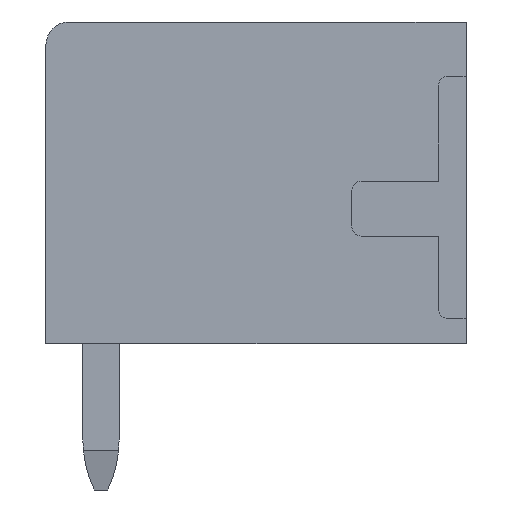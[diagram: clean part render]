
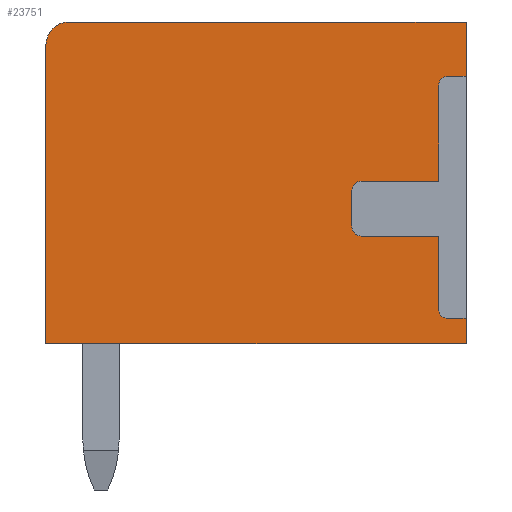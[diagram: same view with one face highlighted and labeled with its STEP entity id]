
A CAD part, left-side view. The second image highlights one B-rep face of the part: STEP entity #23751.
In plain terms, the highlighted planar face has unit normal (-1, 0, 0).
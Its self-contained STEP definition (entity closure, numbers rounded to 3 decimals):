
#22566=AXIS2_PLACEMENT_3D('Circle Axis2P3D',#22564,#22565,$) ;
#22748=AXIS2_PLACEMENT_3D('Circle Axis2P3D',#22746,#22747,$) ;
#22796=AXIS2_PLACEMENT_3D('Circle Axis2P3D',#22794,#22795,$) ;
#22863=AXIS2_PLACEMENT_3D('Circle Axis2P3D',#22861,#22862,$) ;
#23725=AXIS2_PLACEMENT_3D('Plane Axis2P3D',#23722,#23723,#23724) ;
#23729=AXIS2_PLACEMENT_3D('Circle Axis2P3D',#23727,#23728,$) ;
#388=CARTESIAN_POINT('Vertex',(0.3,0.,3.2)) ;
#391=CARTESIAN_POINT('Line Origine',(0.3,4.6,3.2)) ;
#395=CARTESIAN_POINT('Vertex',(0.3,9.2,3.2)) ;
#7121=CARTESIAN_POINT('Line Origine',(0.3,9.2,6.475)) ;
#7125=CARTESIAN_POINT('Vertex',(0.3,9.2,9.75)) ;
#8630=CARTESIAN_POINT('Vertex',(0.3,0.,3.76)) ;
#8635=CARTESIAN_POINT('Line Origine',(0.3,0.,3.48)) ;
#8679=CARTESIAN_POINT('Vertex',(0.3,0.,10.25)) ;
#8682=CARTESIAN_POINT('Line Origine',(0.3,0.,9.655)) ;
#8686=CARTESIAN_POINT('Vertex',(0.3,0.,9.06)) ;
#22559=CARTESIAN_POINT('Vertex',(0.3,0.4,9.06)) ;
#22564=CARTESIAN_POINT('Axis2P3D Location',(0.3,0.4,8.86)) ;
#22568=CARTESIAN_POINT('Vertex',(0.3,0.6,8.86)) ;
#22595=CARTESIAN_POINT('Line Origine',(0.3,0.2,9.06)) ;
#22617=CARTESIAN_POINT('Line Origine',(0.3,0.6,7.81)) ;
#22621=CARTESIAN_POINT('Vertex',(0.3,0.6,6.76)) ;
#22722=CARTESIAN_POINT('Line Origine',(0.3,1.45,6.76)) ;
#22726=CARTESIAN_POINT('Vertex',(0.3,2.3,6.76)) ;
#22746=CARTESIAN_POINT('Axis2P3D Location',(0.3,2.3,6.56)) ;
#22750=CARTESIAN_POINT('Vertex',(0.3,2.5,6.56)) ;
#22770=CARTESIAN_POINT('Line Origine',(0.3,2.5,6.16)) ;
#22774=CARTESIAN_POINT('Vertex',(0.3,2.5,5.76)) ;
#22794=CARTESIAN_POINT('Axis2P3D Location',(0.3,2.3,5.76)) ;
#22798=CARTESIAN_POINT('Vertex',(0.3,2.3,5.56)) ;
#22818=CARTESIAN_POINT('Line Origine',(0.3,1.45,5.56)) ;
#22822=CARTESIAN_POINT('Vertex',(0.3,0.6,5.56)) ;
#22837=CARTESIAN_POINT('Line Origine',(0.3,0.6,4.76)) ;
#22841=CARTESIAN_POINT('Vertex',(0.3,0.6,3.96)) ;
#22861=CARTESIAN_POINT('Axis2P3D Location',(0.3,0.4,3.96)) ;
#22865=CARTESIAN_POINT('Vertex',(0.3,0.4,3.76)) ;
#22885=CARTESIAN_POINT('Line Origine',(0.3,0.2,3.76)) ;
#23707=CARTESIAN_POINT('Vertex',(0.3,8.7,10.25)) ;
#23710=CARTESIAN_POINT('Line Origine',(0.3,4.35,10.25)) ;
#23722=CARTESIAN_POINT('Axis2P3D Location',(0.3,0.,0.)) ;
#23727=CARTESIAN_POINT('Axis2P3D Location',(0.3,8.7,9.75)) ;
#392=DIRECTION('Vector Direction',(0.,1.,0.)) ;
#7122=DIRECTION('Vector Direction',(0.,0.,1.)) ;
#8636=DIRECTION('Vector Direction',(0.,0.,-1.)) ;
#8683=DIRECTION('Vector Direction',(0.,0.,-1.)) ;
#22565=DIRECTION('Axis2P3D Direction',(-1.,0.,0.)) ;
#22596=DIRECTION('Vector Direction',(0.,-1.,0.)) ;
#22618=DIRECTION('Vector Direction',(0.,0.,1.)) ;
#22723=DIRECTION('Vector Direction',(0.,-1.,0.)) ;
#22747=DIRECTION('Axis2P3D Direction',(-1.,0.,0.)) ;
#22771=DIRECTION('Vector Direction',(0.,0.,1.)) ;
#22795=DIRECTION('Axis2P3D Direction',(-1.,0.,0.)) ;
#22819=DIRECTION('Vector Direction',(0.,1.,0.)) ;
#22838=DIRECTION('Vector Direction',(0.,0.,1.)) ;
#22862=DIRECTION('Axis2P3D Direction',(-1.,0.,0.)) ;
#22886=DIRECTION('Vector Direction',(0.,1.,0.)) ;
#23711=DIRECTION('Vector Direction',(0.,-1.,0.)) ;
#23723=DIRECTION('Axis2P3D Direction',(-1.,0.,0.)) ;
#23724=DIRECTION('Axis2P3D XDirection',(0.,-1.,0.)) ;
#23728=DIRECTION('Axis2P3D Direction',(-1.,0.,0.)) ;
#393=VECTOR('Line Direction',#392,1.) ;
#7123=VECTOR('Line Direction',#7122,1.) ;
#8637=VECTOR('Line Direction',#8636,1.) ;
#8684=VECTOR('Line Direction',#8683,1.) ;
#22597=VECTOR('Line Direction',#22596,1.) ;
#22619=VECTOR('Line Direction',#22618,1.) ;
#22724=VECTOR('Line Direction',#22723,1.) ;
#22772=VECTOR('Line Direction',#22771,1.) ;
#22820=VECTOR('Line Direction',#22819,1.) ;
#22839=VECTOR('Line Direction',#22838,1.) ;
#22887=VECTOR('Line Direction',#22886,1.) ;
#23712=VECTOR('Line Direction',#23711,1.) ;
#23733=ORIENTED_EDGE('',*,*,#8688,.T.) ;
#23734=ORIENTED_EDGE('',*,*,#23714,.T.) ;
#23735=ORIENTED_EDGE('',*,*,#23731,.T.) ;
#23736=ORIENTED_EDGE('',*,*,#7127,.T.) ;
#23737=ORIENTED_EDGE('',*,*,#397,.T.) ;
#23738=ORIENTED_EDGE('',*,*,#8639,.T.) ;
#23739=ORIENTED_EDGE('',*,*,#22889,.F.) ;
#23740=ORIENTED_EDGE('',*,*,#22867,.F.) ;
#23741=ORIENTED_EDGE('',*,*,#22843,.F.) ;
#23742=ORIENTED_EDGE('',*,*,#22824,.F.) ;
#23743=ORIENTED_EDGE('',*,*,#22800,.F.) ;
#23744=ORIENTED_EDGE('',*,*,#22776,.F.) ;
#23745=ORIENTED_EDGE('',*,*,#22752,.F.) ;
#23746=ORIENTED_EDGE('',*,*,#22728,.F.) ;
#23747=ORIENTED_EDGE('',*,*,#22623,.F.) ;
#23748=ORIENTED_EDGE('',*,*,#22570,.F.) ;
#23749=ORIENTED_EDGE('',*,*,#22599,.F.) ;
#23751=ADVANCED_FACE('HOUSING',(#23750),#23726,.T.) ;
#22567=CIRCLE('generated circle',#22566,0.2) ;
#22749=CIRCLE('generated circle',#22748,0.2) ;
#22797=CIRCLE('generated circle',#22796,0.2) ;
#22864=CIRCLE('generated circle',#22863,0.2) ;
#23730=CIRCLE('generated circle',#23729,0.5) ;
#397=EDGE_CURVE('',#396,#389,#394,.F.) ;
#7127=EDGE_CURVE('',#7126,#396,#7124,.F.) ;
#8639=EDGE_CURVE('',#389,#8631,#8638,.F.) ;
#8688=EDGE_CURVE('',#8687,#8680,#8685,.F.) ;
#22570=EDGE_CURVE('',#22560,#22569,#22567,.T.) ;
#22599=EDGE_CURVE('',#8687,#22560,#22598,.F.) ;
#22623=EDGE_CURVE('',#22569,#22622,#22620,.F.) ;
#22728=EDGE_CURVE('',#22622,#22727,#22725,.F.) ;
#22752=EDGE_CURVE('',#22727,#22751,#22749,.T.) ;
#22776=EDGE_CURVE('',#22751,#22775,#22773,.F.) ;
#22800=EDGE_CURVE('',#22775,#22799,#22797,.T.) ;
#22824=EDGE_CURVE('',#22799,#22823,#22821,.F.) ;
#22843=EDGE_CURVE('',#22823,#22842,#22840,.F.) ;
#22867=EDGE_CURVE('',#22842,#22866,#22864,.T.) ;
#22889=EDGE_CURVE('',#22866,#8631,#22888,.F.) ;
#23714=EDGE_CURVE('',#8680,#23708,#23713,.F.) ;
#23731=EDGE_CURVE('',#23708,#7126,#23730,.T.) ;
#23732=EDGE_LOOP('',(#23733,#23734,#23735,#23736,#23737,#23738,#23739,#23740,#23741,#23742,#23743,#23744,#23745,#23746,#23747,#23748,#23749)) ;
#23750=FACE_OUTER_BOUND('',#23732,.T.) ;
#394=LINE('Line',#391,#393) ;
#7124=LINE('Line',#7121,#7123) ;
#8638=LINE('Line',#8635,#8637) ;
#8685=LINE('Line',#8682,#8684) ;
#22598=LINE('Line',#22595,#22597) ;
#22620=LINE('Line',#22617,#22619) ;
#22725=LINE('Line',#22722,#22724) ;
#22773=LINE('Line',#22770,#22772) ;
#22821=LINE('Line',#22818,#22820) ;
#22840=LINE('Line',#22837,#22839) ;
#22888=LINE('Line',#22885,#22887) ;
#23713=LINE('Line',#23710,#23712) ;
#23726=PLANE('',#23725) ;
#389=VERTEX_POINT('',#388) ;
#396=VERTEX_POINT('',#395) ;
#7126=VERTEX_POINT('',#7125) ;
#8631=VERTEX_POINT('',#8630) ;
#8680=VERTEX_POINT('',#8679) ;
#8687=VERTEX_POINT('',#8686) ;
#22560=VERTEX_POINT('',#22559) ;
#22569=VERTEX_POINT('',#22568) ;
#22622=VERTEX_POINT('',#22621) ;
#22727=VERTEX_POINT('',#22726) ;
#22751=VERTEX_POINT('',#22750) ;
#22775=VERTEX_POINT('',#22774) ;
#22799=VERTEX_POINT('',#22798) ;
#22823=VERTEX_POINT('',#22822) ;
#22842=VERTEX_POINT('',#22841) ;
#22866=VERTEX_POINT('',#22865) ;
#23708=VERTEX_POINT('',#23707) ;
